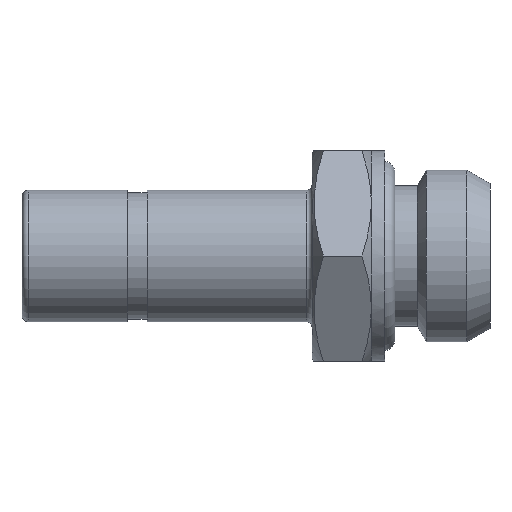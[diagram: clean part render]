
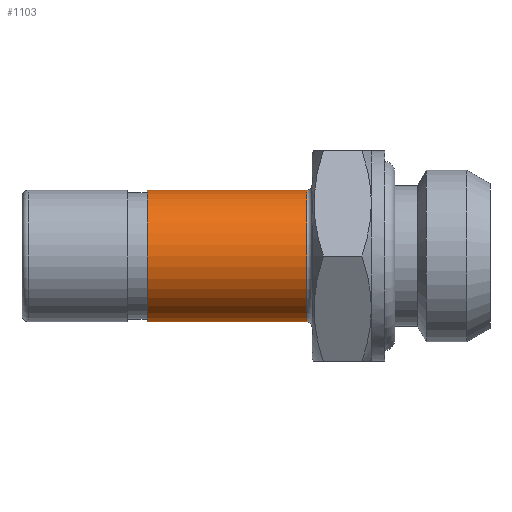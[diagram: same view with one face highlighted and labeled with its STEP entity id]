
A CAD part, left-side view. The second image highlights one B-rep face of the part: STEP entity #1103.
In plain terms, the highlighted cylindrical face has radius 5 mm (diameter 10 mm), a partial arc.
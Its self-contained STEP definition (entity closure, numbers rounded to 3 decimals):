
#29 = CIRCLE ( 'NONE', #2428, 5. ) ;
#37 = VERTEX_POINT ( 'NONE', #2234 ) ;
#72 = EDGE_LOOP ( 'NONE', ( #2176, #571, #1071, #432 ) ) ;
#96 = AXIS2_PLACEMENT_3D ( 'NONE', #1181, #1164, #1127 ) ;
#169 = EDGE_CURVE ( 'NONE', #1657, #1853, #2449, .T. ) ;
#272 = CYLINDRICAL_SURFACE ( 'NONE', #1459, 5. ) ;
#432 = ORIENTED_EDGE ( 'NONE', *, *, #1334, .T. ) ;
#529 = EDGE_CURVE ( 'NONE', #1657, #37, #1349, .T. ) ;
#571 = ORIENTED_EDGE ( 'NONE', *, *, #529, .T. ) ;
#824 = CARTESIAN_POINT ( 'NONE',  ( 0., 0., 0. ) ) ;
#987 = DIRECTION ( 'NONE',  ( 0., -1., 0. ) ) ;
#996 = CARTESIAN_POINT ( 'NONE',  ( 0., 0., -5. ) ) ;
#1027 = LINE ( 'NONE', #996, #2106 ) ;
#1071 = ORIENTED_EDGE ( 'NONE', *, *, #1491, .T. ) ;
#1103 = ADVANCED_FACE ( 'NONE', ( #2657 ), #272, .T. ) ;
#1127 = DIRECTION ( 'NONE',  ( 0., 0., -1. ) ) ;
#1164 = DIRECTION ( 'NONE',  ( 0., -1., 0. ) ) ;
#1181 = CARTESIAN_POINT ( 'NONE',  ( 0., 26., 0. ) ) ;
#1265 = DIRECTION ( 'NONE',  ( 0., -1., 0. ) ) ;
#1278 = DIRECTION ( 'NONE',  ( 0., 0., -1. ) ) ;
#1289 = DIRECTION ( 'NONE',  ( 0., 0., 1. ) ) ;
#1300 = DIRECTION ( 'NONE',  ( 0., 1., 0. ) ) ;
#1323 = CARTESIAN_POINT ( 'NONE',  ( 0., 13.9, 0. ) ) ;
#1334 = EDGE_CURVE ( 'NONE', #2533, #1853, #29, .T. ) ;
#1349 = CIRCLE ( 'NONE', #96, 5. ) ;
#1459 = AXIS2_PLACEMENT_3D ( 'NONE', #824, #2681, #1278 ) ;
#1491 = EDGE_CURVE ( 'NONE', #37, #2533, #1027, .T. ) ;
#1657 = VERTEX_POINT ( 'NONE', #2407 ) ;
#1667 = CARTESIAN_POINT ( 'NONE',  ( 0., 0., 5. ) ) ;
#1853 = VERTEX_POINT ( 'NONE', #1962 ) ;
#1916 = VECTOR ( 'NONE', #1265, 1000. ) ;
#1962 = CARTESIAN_POINT ( 'NONE',  ( 0., 13.9, 5. ) ) ;
#2106 = VECTOR ( 'NONE', #987, 1000. ) ;
#2176 = ORIENTED_EDGE ( 'NONE', *, *, #169, .F. ) ;
#2234 = CARTESIAN_POINT ( 'NONE',  ( 0., 26., -5. ) ) ;
#2401 = CARTESIAN_POINT ( 'NONE',  ( 0., 13.9, -5. ) ) ;
#2407 = CARTESIAN_POINT ( 'NONE',  ( 0., 26., 5. ) ) ;
#2428 = AXIS2_PLACEMENT_3D ( 'NONE', #1323, #1300, #1289 ) ;
#2449 = LINE ( 'NONE', #1667, #1916 ) ;
#2533 = VERTEX_POINT ( 'NONE', #2401 ) ;
#2657 = FACE_OUTER_BOUND ( 'NONE', #72, .T. ) ;
#2681 = DIRECTION ( 'NONE',  ( 0., -1., 0. ) ) ;
